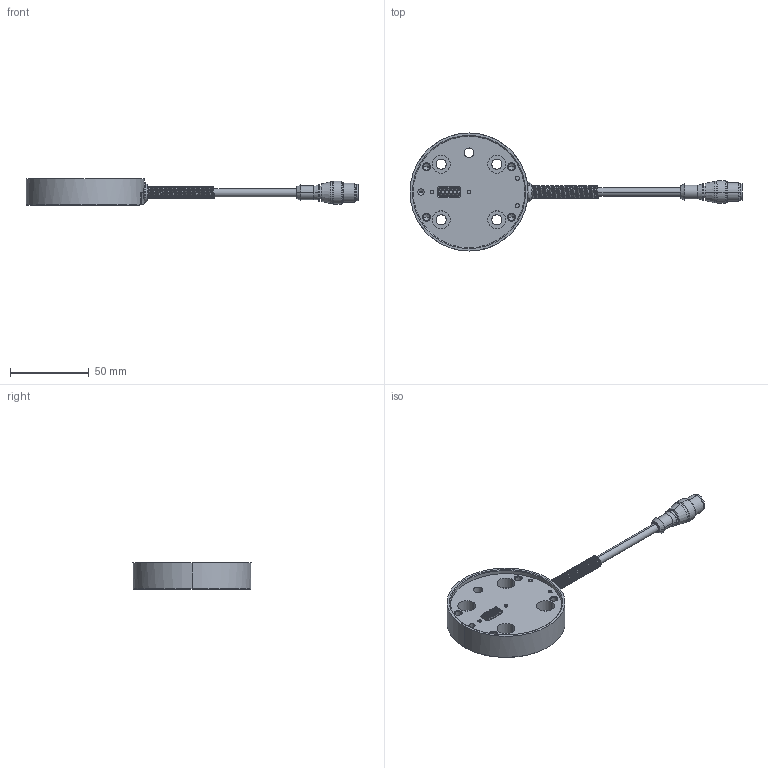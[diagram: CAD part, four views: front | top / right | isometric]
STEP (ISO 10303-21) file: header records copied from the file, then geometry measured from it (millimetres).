
FILE_DESCRIPTION (( 'STEP AP214' ), '1' );
FILE_NAME ('coupling 19 mm.STEP', '2018-08-09T23:37:38', ( '' ), ( '' ), 'SwSTEP 2.0', 'SolidWorks 2017', '' );
FILE_SCHEMA (( 'AUTOMOTIVE_DESIGN' ));
Length unit declared in the file: millimetre
Products named in the file (13): W-A02-ASM_COUPLING_W-50-4M6-1D6; plain washer din 125 robotiq_RONDELLE PLATE M3; W-E31-ASM CARTE COUPLING ET CABLE 1M M12; socket head thin cap screw din robotiq_DIN 7984 - M3 x 8 --- 8C; Surmoulage_G-E02^W-E31-ASM CARTE COUPLING ET CABLE 1M M12; W-006-JOINT_CONTACTS; W-001-RESSORT_PROTECTEUR_CABLE; D-E05-CARTE_COUPLING_AVEC_RESSORT; Copie de Gaine_ressort^W-E31-ASM CARTE COUPLING ET CABLE 1M M12_Cables courts; W-009-BRIDE; M12 5-PIN MALE CABLE DROIT_Pour ASM W-A02; coupling 19 mm; W-008-COUPLING_W-50-4M6-1D6_C-062
Assembly tree (16 placements, depth 4):
  coupling 19 mm
    W-A02-ASM_COUPLING_W-50-4M6-1D6
      W-008-COUPLING_W-50-4M6-1D6_C-062
      W-006-JOINT_CONTACTS
      W-009-BRIDE
      W-E31-ASM CARTE COUPLING ET CABLE 1M M12
        M12 5-PIN MALE CABLE DROIT_Pour ASM W-A02
        Surmoulage_G-E02^W-E31-ASM CARTE COUPLING ET CABLE 1M M12
        D-E05-CARTE_COUPLING_AVEC_RESSORT
        W-001-RESSORT_PROTECTEUR_CABLE
        Copie de Gaine_ressort^W-E31-ASM CARTE COUPLING ET CABLE 1M M12_Cables courts
      socket head thin cap screw din robotiq_DIN 7984 - M3 x 8 --- 8C  x4
      plain washer din 125 robotiq_RONDELLE PLATE M3  x2
Bounding box: 211.01 x 75 x 16.9 mm (x, y, z)
Volume: 53976.1 mm3; surface area: 31913.7 mm2
Topology: 120 solids, 120 shells, 1782 faces, 4104 edges, 2504 vertices
Faces by surface type: plane 675, cylinder 611, cone 280, bspline 168, torus 42, sphere 6
Entity records: 116103 total; most frequent: CARTESIAN_POINT 63464, DIRECTION 7898, ORIENTED_EDGE 7544, EDGE_CURVE 3772, AXIS2_PLACEMENT_3D 3100, VERTEX_POINT 2392, EDGE_LOOP 1892, LINE 1698
